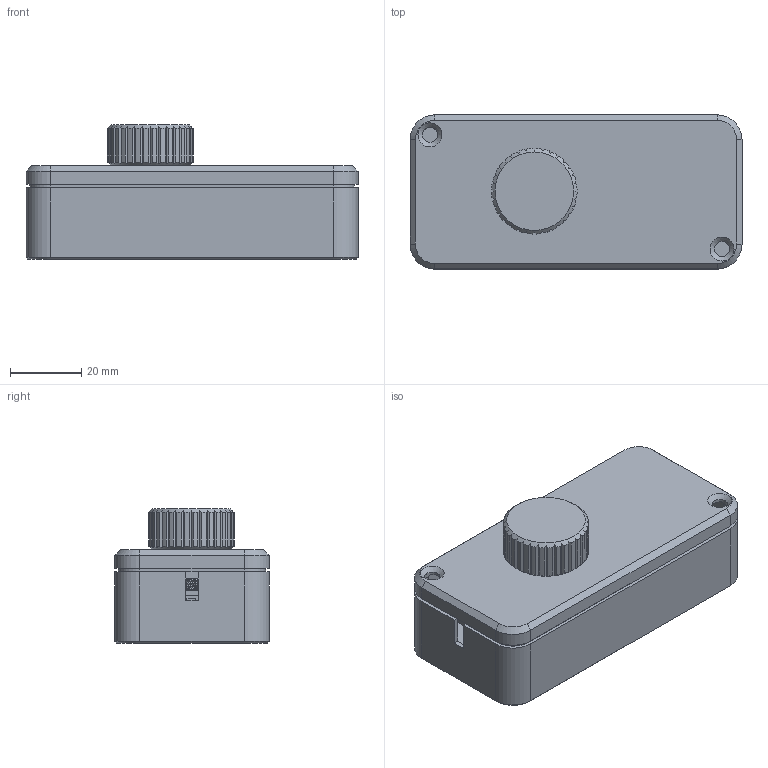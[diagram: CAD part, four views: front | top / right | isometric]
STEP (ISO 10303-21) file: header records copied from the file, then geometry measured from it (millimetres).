
FILE_DESCRIPTION(/* description */ (''),/* implementation_level */ '2;1');
FILE_NAME(/* name */ 'Housing v2.step',/* time_stamp */ '2023-12-10T14:03:10+01:00',/* author */ (''),/* organization */ (''),/* preprocessor_version */ 'ST-DEVELOPER v20',/* originating_system */ 'Autodesk Translation Framework v12.14.0.127',/* authorisation */ '');
FILE_SCHEMA (('AUTOMOTIVE_DESIGN { 1 0 10303 214 3 1 1 }'));
Length unit declared in the file: millimetre
Products named in the file (11): Housing; PCB v1; esphome-led-controller PCB; Body; Variant - Knob; Lid - Knob; Knob; EC11 Encoder; EC11-Base; EC11-Shaft-F; EC11-Housing-THT
Assembly tree (10 placements, depth 4):
  Housing
    PCB v1
      esphome-led-controller PCB
    Body
    Variant - Knob
      Lid - Knob
      Knob
      EC11 Encoder
        EC11-Base
        EC11-Shaft-F
        EC11-Housing-THT
Bounding box: 93.01 x 43.18 x 37.69 mm (x, y, z)
Volume: 36361.7 mm3; surface area: 36519.4 mm2
Topology: 13 solids, 13 shells, 739 faces, 1902 edges, 1194 vertices
Faces by surface type: plane 431, cylinder 223, cone 43, bspline 25, sphere 10, torus 7
Full cylindrical faces by diameter (mm): 0.6 x2, 0.8 x2, 1 x9, 1.1 x3, 1.52 x5, 2 x3, 2.1 x2, 2.2 x3, 3 x2, 4 x3, 4.3 x4, 6 x1, 7 x6, 10 x1, 12 x1
Entity records: 33329 total; most frequent: CARTESIAN_POINT 15086, ORIENTED_EDGE 3798, DIRECTION 3719, EDGE_CURVE 1899, AXIS2_PLACEMENT_3D 1265, VERTEX_POINT 1194, LINE 1189, VECTOR 1189
